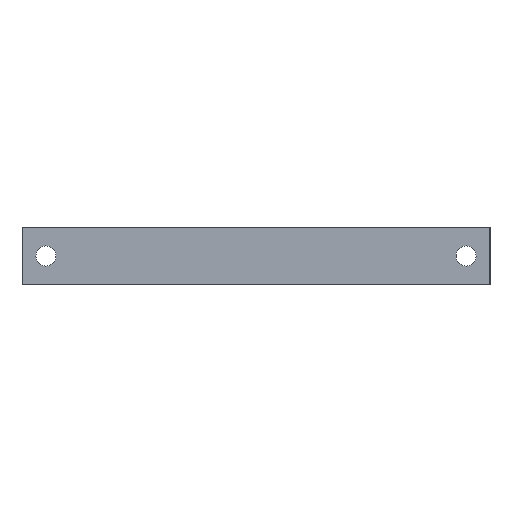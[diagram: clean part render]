
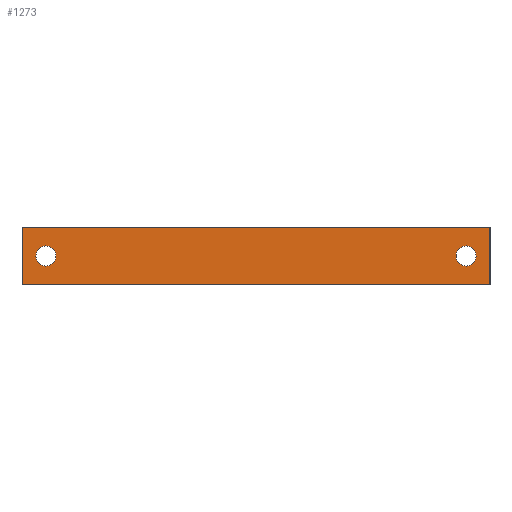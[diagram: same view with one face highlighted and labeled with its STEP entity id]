
A CAD part, left-side view. The second image highlights one B-rep face of the part: STEP entity #1273.
In plain terms, the highlighted planar face has unit normal (-1, 0, 0).
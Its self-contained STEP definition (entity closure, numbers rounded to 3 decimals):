
#9 = EDGE_LOOP ( 'NONE', ( #392, #3176 ) ) ;
#25 = EDGE_CURVE ( 'NONE', #1247, #1876, #299, .T. ) ;
#40 = AXIS2_PLACEMENT_3D ( 'NONE', #490, #589, #462 ) ;
#62 = EDGE_CURVE ( 'NONE', #3403, #2603, #1990, .T. ) ;
#129 = CARTESIAN_POINT ( 'NONE',  ( -123., -115.25, 0. ) ) ;
#193 = CARTESIAN_POINT ( 'NONE',  ( -123., 122.5, -15. ) ) ;
#202 = DIRECTION ( 'NONE',  ( 0., -1., 0. ) ) ;
#299 = CIRCLE ( 'NONE', #1219, 5.25 ) ;
#303 = CARTESIAN_POINT ( 'NONE',  ( -123., 122.5, -15. ) ) ;
#304 = CARTESIAN_POINT ( 'NONE',  ( -123., 115.25, 0. ) ) ;
#305 = CARTESIAN_POINT ( 'NONE',  ( -123., 122.5, -15. ) ) ;
#392 = ORIENTED_EDGE ( 'NONE', *, *, #25, .T. ) ;
#462 = DIRECTION ( 'NONE',  ( 0., -1., 0. ) ) ;
#483 = CARTESIAN_POINT ( 'NONE',  ( -123., 122.5, 15. ) ) ;
#490 = CARTESIAN_POINT ( 'NONE',  ( -123., 110., 0. ) ) ;
#493 = DIRECTION ( 'NONE',  ( 0., -1., 0. ) ) ;
#520 = PLANE ( 'NONE',  #1895 ) ;
#586 = DIRECTION ( 'NONE',  ( 0., -1., 0. ) ) ;
#589 = DIRECTION ( 'NONE',  ( -1., 0., 0. ) ) ;
#839 = DIRECTION ( 'NONE',  ( 1., 0., 0. ) ) ;
#903 = DIRECTION ( 'NONE',  ( 0., -1., 0. ) ) ;
#906 = EDGE_CURVE ( 'NONE', #2603, #2749, #2894, .T. ) ;
#957 = DIRECTION ( 'NONE',  ( -1., 0., 0. ) ) ;
#958 = CARTESIAN_POINT ( 'NONE',  ( -123., -122.5, -15. ) ) ;
#964 = LINE ( 'NONE', #483, #1627 ) ;
#996 = CARTESIAN_POINT ( 'NONE',  ( -123., 110., 0. ) ) ;
#1039 = CARTESIAN_POINT ( 'NONE',  ( -123., -110., 0. ) ) ;
#1040 = DIRECTION ( 'NONE',  ( 1., 0., 0. ) ) ;
#1046 = CARTESIAN_POINT ( 'NONE',  ( -123., 104.75, 0. ) ) ;
#1050 = VECTOR ( 'NONE', #202, 1000. ) ;
#1055 = DIRECTION ( 'NONE',  ( 0., -1., 0. ) ) ;
#1085 = CARTESIAN_POINT ( 'NONE',  ( -123., 122.5, -15. ) ) ;
#1101 = DIRECTION ( 'NONE',  ( 0., 0., -1. ) ) ;
#1130 = ORIENTED_EDGE ( 'NONE', *, *, #62, .T. ) ;
#1219 = AXIS2_PLACEMENT_3D ( 'NONE', #1039, #1040, #1055 ) ;
#1247 = VERTEX_POINT ( 'NONE', #129 ) ;
#1269 = AXIS2_PLACEMENT_3D ( 'NONE', #2127, #2134, #2135 ) ;
#1273 = ADVANCED_FACE ( 'NONE', ( #3463, #2626, #3654 ), #520, .F. ) ;
#1379 = VECTOR ( 'NONE', #1101, 1000. ) ;
#1505 = ORIENTED_EDGE ( 'NONE', *, *, #2650, .F. ) ;
#1507 = CIRCLE ( 'NONE', #1656, 5.25 ) ;
#1588 = CIRCLE ( 'NONE', #1269, 5.25 ) ;
#1593 = ORIENTED_EDGE ( 'NONE', *, *, #3515, .F. ) ;
#1609 = EDGE_LOOP ( 'NONE', ( #1593, #1505, #1130, #1809 ) ) ;
#1627 = VECTOR ( 'NONE', #493, 1000. ) ;
#1656 = AXIS2_PLACEMENT_3D ( 'NONE', #996, #957, #903 ) ;
#1683 = EDGE_CURVE ( 'NONE', #1751, #2639, #2598, .T. ) ;
#1721 = EDGE_CURVE ( 'NONE', #2639, #1751, #1507, .T. ) ;
#1751 = VERTEX_POINT ( 'NONE', #1046 ) ;
#1755 = ORIENTED_EDGE ( 'NONE', *, *, #1683, .F. ) ;
#1809 = ORIENTED_EDGE ( 'NONE', *, *, #906, .T. ) ;
#1876 = VERTEX_POINT ( 'NONE', #2883 ) ;
#1895 = AXIS2_PLACEMENT_3D ( 'NONE', #303, #839, #586 ) ;
#1990 = LINE ( 'NONE', #1085, #1379 ) ;
#2127 = CARTESIAN_POINT ( 'NONE',  ( -123., -110., 0. ) ) ;
#2134 = DIRECTION ( 'NONE',  ( 1., 0., 0. ) ) ;
#2135 = DIRECTION ( 'NONE',  ( 0., -1., 0. ) ) ;
#2213 = EDGE_LOOP ( 'NONE', ( #1755, #2642 ) ) ;
#2243 = CARTESIAN_POINT ( 'NONE',  ( -123., -122.5, -15. ) ) ;
#2322 = CARTESIAN_POINT ( 'NONE',  ( -123., -122.5, 15. ) ) ;
#2598 = CIRCLE ( 'NONE', #40, 5.25 ) ;
#2603 = VERTEX_POINT ( 'NONE', #305 ) ;
#2604 = DIRECTION ( 'NONE',  ( 0., 0., -1. ) ) ;
#2626 = FACE_BOUND ( 'NONE', #2213, .T. ) ;
#2639 = VERTEX_POINT ( 'NONE', #304 ) ;
#2642 = ORIENTED_EDGE ( 'NONE', *, *, #1721, .F. ) ;
#2650 = EDGE_CURVE ( 'NONE', #3403, #3518, #964, .T. ) ;
#2708 = CARTESIAN_POINT ( 'NONE',  ( -123., 122.5, 15. ) ) ;
#2731 = LINE ( 'NONE', #2243, #3427 ) ;
#2749 = VERTEX_POINT ( 'NONE', #958 ) ;
#2883 = CARTESIAN_POINT ( 'NONE',  ( -123., -104.75, 0. ) ) ;
#2894 = LINE ( 'NONE', #193, #1050 ) ;
#3176 = ORIENTED_EDGE ( 'NONE', *, *, #3185, .T. ) ;
#3185 = EDGE_CURVE ( 'NONE', #1876, #1247, #1588, .T. ) ;
#3403 = VERTEX_POINT ( 'NONE', #2708 ) ;
#3427 = VECTOR ( 'NONE', #2604, 1000. ) ;
#3463 = FACE_OUTER_BOUND ( 'NONE', #1609, .T. ) ;
#3515 = EDGE_CURVE ( 'NONE', #3518, #2749, #2731, .T. ) ;
#3518 = VERTEX_POINT ( 'NONE', #2322 ) ;
#3654 = FACE_BOUND ( 'NONE', #9, .T. ) ;
